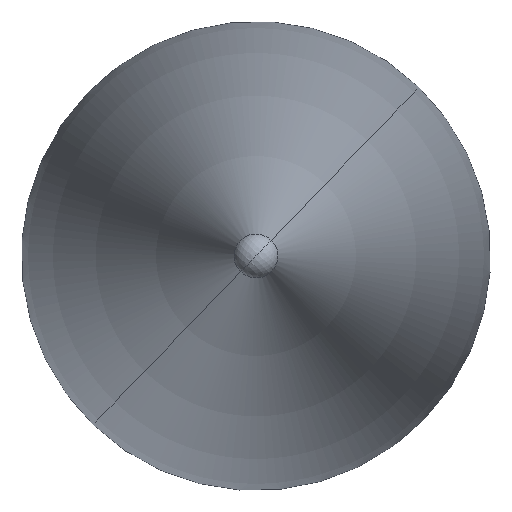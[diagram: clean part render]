
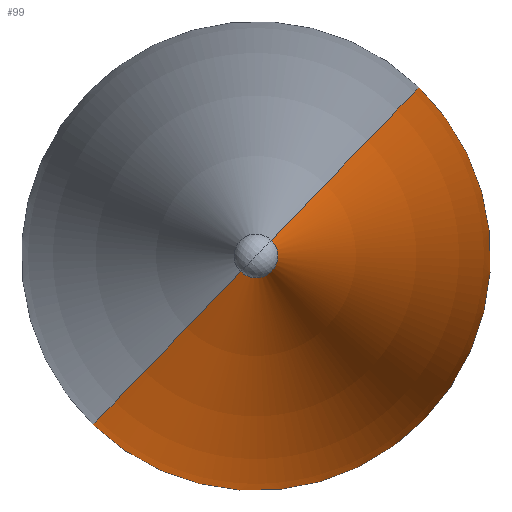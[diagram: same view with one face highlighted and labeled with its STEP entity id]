
A CAD part, left-side view. The second image highlights one B-rep face of the part: STEP entity #99.
In plain terms, the highlighted toroidal (fillet/blend) face has major radius 366.104 mm and minor radius 382.112 mm.
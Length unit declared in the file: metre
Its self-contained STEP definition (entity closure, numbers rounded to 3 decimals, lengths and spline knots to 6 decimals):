
#99=ADVANCED_FACE('568:349',(#133),#134,.T.);
#133=FACE_OUTER_BOUND('',#201,.T.);
#134=TOROIDAL_SURFACE('',#202,-0.366104,0.382112);
#201=EDGE_LOOP('',(#730,#731,#732,#733));
#202=AXIS2_PLACEMENT_3D('',#734,#735,#736);
#730=ORIENTED_EDGE('',*,*,#974,.F.);
#731=ORIENTED_EDGE('',*,*,#975,.T.);
#732=ORIENTED_EDGE('',*,*,#976,.F.);
#733=ORIENTED_EDGE('',*,*,#977,.T.);
#734=CARTESIAN_POINT('',(0.234432,0.00949,0.006243));
#735=DIRECTION('',(1.0,0.,0.));
#736=DIRECTION('',(0.,-0.643,-0.766));
#974=EDGE_CURVE('',#1053,#1054,#1055,.T.);
#975=EDGE_CURVE('568:430',#1053,#1056,#1057,.F.);
#976=EDGE_CURVE('',#1058,#1056,#1059,.T.);
#977=EDGE_CURVE('568:415',#1058,#1054,#1060,.T.);
#1053=VERTEX_POINT('',#1184);
#1054=VERTEX_POINT('',#1185);
#1055=CIRCLE('',#1186,0.382112);
#1056=VERTEX_POINT('',#1187);
#1057=CIRCLE('',#1188,0.016);
#1058=VERTEX_POINT('',#1189);
#1059=CIRCLE('',#1190,0.382112);
#1060=CIRCLE('',#1191,0.001492);
#1184=CARTESIAN_POINT('',(0.231878,0.019775,0.0185));
#1185=CARTESIAN_POINT('',(0.338755,0.010449,0.007386));
#1186=AXIS2_PLACEMENT_3D('',#8948,#8949,#8950);
#1187=CARTESIAN_POINT('',(0.231878,-0.000794,-0.006014));
#1188=AXIS2_PLACEMENT_3D('',#8951,#8952,#8953);
#1189=CARTESIAN_POINT('',(0.338755,0.008532,0.0051));
#1190=AXIS2_PLACEMENT_3D('',#8954,#8955,#8956);
#1191=AXIS2_PLACEMENT_3D('',#8957,#8958,#8959);
#8948=CARTESIAN_POINT('',(0.234432,-0.225836,-0.274209));
#8949=DIRECTION('',(0.,0.766,-0.643));
#8950=DIRECTION('',(0.,0.643,0.766));
#8951=CARTESIAN_POINT('',(0.231878,0.00949,0.006243));
#8952=DIRECTION('',(-1.0,0.,0.));
#8953=DIRECTION('',(0.,0.643,0.766));
#8954=CARTESIAN_POINT('',(0.234432,0.244817,0.286695));
#8955=DIRECTION('',(0.,0.766,-0.643));
#8956=DIRECTION('',(0.,-0.643,-0.766));
#8957=CARTESIAN_POINT('',(0.338755,0.00949,0.006243));
#8958=DIRECTION('',(-1.0,0.,0.));
#8959=DIRECTION('',(0.,0.643,0.766));
